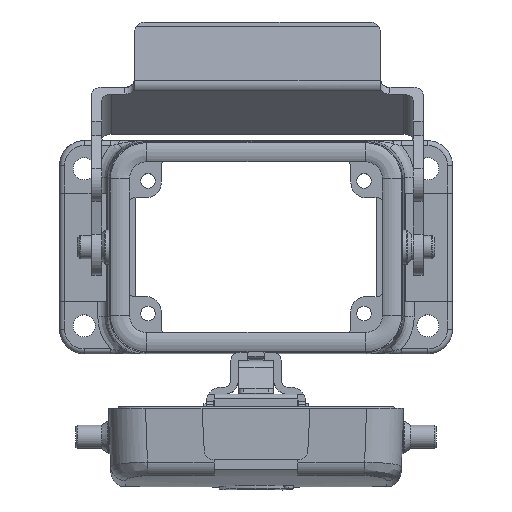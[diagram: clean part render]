
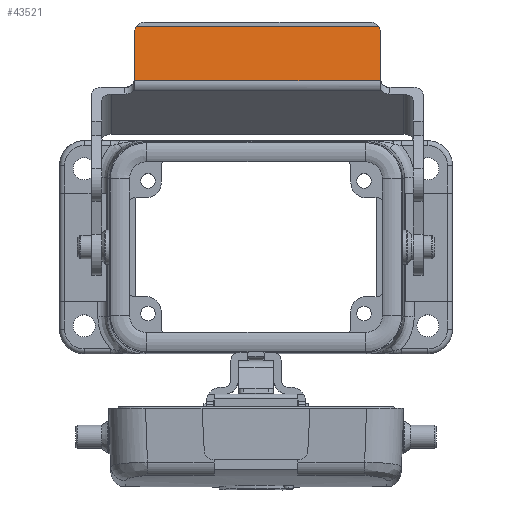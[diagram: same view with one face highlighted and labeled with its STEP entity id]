
A CAD part, top view. The second image highlights one B-rep face of the part: STEP entity #43521.
In plain terms, the highlighted face is planar.
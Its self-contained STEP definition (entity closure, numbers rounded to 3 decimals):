
#42559=CARTESIAN_POINT('',(34.405,27.438,-56.75));
#42560=VERTEX_POINT('',#42559);
#42567=CARTESIAN_POINT('',(35.301,28.098,-56.412));
#42568=VERTEX_POINT('',#42567);
#42569=CARTESIAN_POINT('',(34.405,27.438,-54.75));
#42570=DIRECTION('',(0.593,-0.805,0.));
#42571=DIRECTION('',(0.569,0.42,-0.707));
#42572=AXIS2_PLACEMENT_3D('',#42569,#42570,#42571);
#42573=CIRCLE('',#42572,2.0);
#42574=EDGE_CURVE('',#42560,#42568,#42573,.T.);
#42616=CARTESIAN_POINT('',(26.312,21.472,-56.75));
#42617=VERTEX_POINT('',#42616);
#42625=CARTESIAN_POINT('',(26.312,21.472,-56.75));
#42626=DIRECTION('',(0.805,0.593,0.0));
#42627=VECTOR('',#42626,10.054);
#42628=LINE('',#42625,#42627);
#42629=EDGE_CURVE('',#42617,#42560,#42628,.T.);
#42722=CARTESIAN_POINT('',(35.301,28.098,-7.088));
#42723=VERTEX_POINT('',#42722);
#42724=CARTESIAN_POINT('',(34.405,27.438,-6.75));
#42725=VERTEX_POINT('',#42724);
#42726=CARTESIAN_POINT('',(34.405,27.438,-8.75));
#42727=DIRECTION('',(0.593,-0.805,0.));
#42728=DIRECTION('',(0.569,0.42,0.707));
#42729=AXIS2_PLACEMENT_3D('',#42726,#42727,#42728);
#42730=CIRCLE('',#42729,2.0);
#42731=EDGE_CURVE('',#42723,#42725,#42730,.T.);
#42757=CARTESIAN_POINT('',(26.312,21.472,-6.75));
#42758=VERTEX_POINT('',#42757);
#42759=CARTESIAN_POINT('',(34.405,27.438,-6.75));
#42760=DIRECTION('',(-0.805,-0.593,0.));
#42761=VECTOR('',#42760,10.054);
#42762=LINE('',#42759,#42761);
#42763=EDGE_CURVE('',#42725,#42758,#42762,.T.);
#43492=CARTESIAN_POINT('',(26.312,21.472,-6.75));
#43493=DIRECTION('',(0.0,0.0,-1.0));
#43494=VECTOR('',#43493,50.);
#43495=LINE('',#43492,#43494);
#43496=EDGE_CURVE('',#42758,#42617,#43495,.T.);
#43503=CARTESIAN_POINT('',(35.301,28.098,-6.75));
#43504=DIRECTION('',(-0.593,0.805,0.));
#43505=DIRECTION('',(0.0,0.0,1.0));
#43506=AXIS2_PLACEMENT_3D('',#43503,#43504,#43505);
#43507=PLANE('',#43506);
#43508=ORIENTED_EDGE('',*,*,#42574,.F.);
#43509=ORIENTED_EDGE('',*,*,#42629,.F.);
#43510=ORIENTED_EDGE('',*,*,#43496,.F.);
#43511=ORIENTED_EDGE('',*,*,#42763,.F.);
#43512=ORIENTED_EDGE('',*,*,#42731,.F.);
#43513=CARTESIAN_POINT('',(35.301,28.098,-7.088));
#43514=DIRECTION('',(0.0,0.0,-1.0));
#43515=VECTOR('',#43514,49.323);
#43516=LINE('',#43513,#43515);
#43517=EDGE_CURVE('',#42723,#42568,#43516,.T.);
#43518=ORIENTED_EDGE('',*,*,#43517,.T.);
#43519=EDGE_LOOP('',(#43508,#43509,#43510,#43511,#43512,#43518));
#43520=FACE_OUTER_BOUND('',#43519,.T.);
#43521=ADVANCED_FACE('',(#43520),#43507,.T.);
